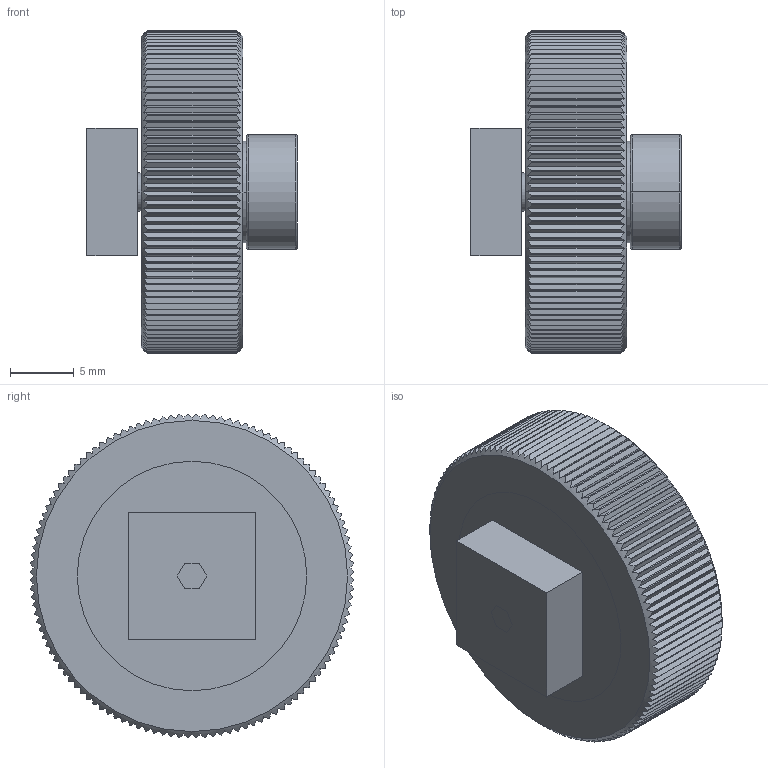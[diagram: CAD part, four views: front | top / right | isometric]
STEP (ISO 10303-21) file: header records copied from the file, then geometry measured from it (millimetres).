
FILE_DESCRIPTION (( 'STEP AP214' ), '1' );
FILE_NAME ('Scrollwheel.step', '2024-08-18T06:10:52+00:00', 'Stefan Hamminga', '', '', '', '');
FILE_SCHEMA (( 'AUTOMOTIVE_DESIGN' ));
Length unit declared in the file: millimetre
Products named in the file (5): Part4^Scrollwheel; Scrollwheel; Scrollwheel Ring; Deep Groove Ball Bearing_4 x 9 x 4 (684); Part3^Scrollwheel
Assembly tree (4 placements, depth 2):
  Scrollwheel
    Scrollwheel Ring
    Part3^Scrollwheel
    Deep Groove Ball Bearing_4 x 9 x 4 (684)
    Part4^Scrollwheel
Bounding box: 16.5 x 25.39 x 25.39 mm (x, y, z)
Volume: 4552.2 mm3; surface area: 3630.8 mm2
Topology: 14 solids, 14 shells, 456 faces, 1305 edges, 863 vertices
Faces by surface type: plane 270, cylinder 142, torus 22, sphere 18, cone 4
Entity records: 15338 total; most frequent: CARTESIAN_POINT 3999, ORIENTED_EDGE 2520, DIRECTION 2052, EDGE_CURVE 1260, VERTEX_POINT 836, AXIS2_PLACEMENT_3D 809, B_SPLINE_CURVE_WITH_KNOTS 480, EDGE_LOOP 468
